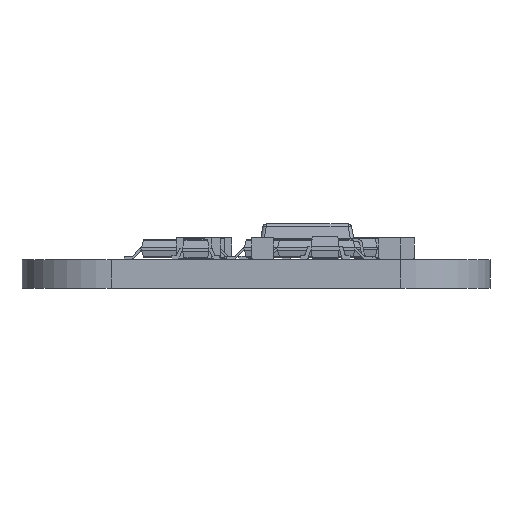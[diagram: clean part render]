
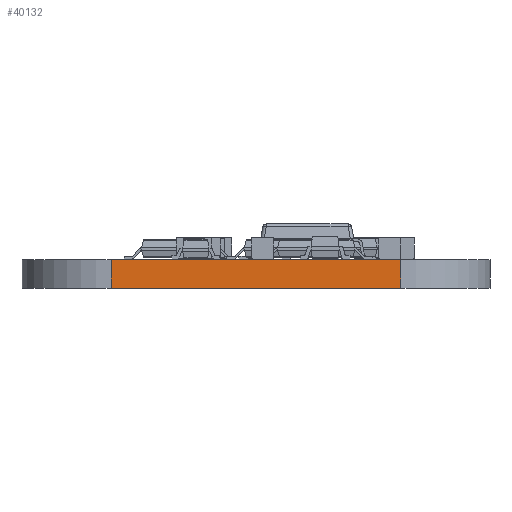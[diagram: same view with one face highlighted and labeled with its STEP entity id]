
A CAD part, front view. The second image highlights one B-rep face of the part: STEP entity #40132.
In plain terms, the highlighted planar face has unit normal (0, -1, 0).
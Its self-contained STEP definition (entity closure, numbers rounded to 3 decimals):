
#39212 = VERTEX_POINT('',#39213);
#39213 = CARTESIAN_POINT('',(3.175,-43.815,0.));
#39220 = EDGE_CURVE('',#39221,#39212,#39223,.T.);
#39221 = VERTEX_POINT('',#39222);
#39222 = CARTESIAN_POINT('',(19.685,-43.815,0.));
#39223 = LINE('',#39224,#39225);
#39224 = CARTESIAN_POINT('',(19.685,-43.815,0.));
#39225 = VECTOR('',#39226,1.);
#39226 = DIRECTION('',(-1.,0.,0.));
#39633 = VERTEX_POINT('',#39634);
#39634 = CARTESIAN_POINT('',(3.175,-43.815,1.6));
#39641 = EDGE_CURVE('',#39642,#39633,#39644,.T.);
#39642 = VERTEX_POINT('',#39643);
#39643 = CARTESIAN_POINT('',(19.685,-43.815,1.6));
#39644 = LINE('',#39645,#39646);
#39645 = CARTESIAN_POINT('',(19.685,-43.815,1.6));
#39646 = VECTOR('',#39647,1.);
#39647 = DIRECTION('',(-1.,0.,0.));
#40102 = EDGE_CURVE('',#39212,#39633,#40103,.T.);
#40103 = LINE('',#40104,#40105);
#40104 = CARTESIAN_POINT('',(3.175,-43.815,0.));
#40105 = VECTOR('',#40106,1.);
#40106 = DIRECTION('',(0.,0.,1.));
#40121 = EDGE_CURVE('',#39221,#39642,#40122,.T.);
#40122 = LINE('',#40123,#40124);
#40123 = CARTESIAN_POINT('',(19.685,-43.815,0.));
#40124 = VECTOR('',#40125,1.);
#40125 = DIRECTION('',(0.,0.,1.));
#40132 = ADVANCED_FACE('',(#40133),#40139,.T.);
#40133 = FACE_BOUND('',#40134,.T.);
#40134 = EDGE_LOOP('',(#40135,#40136,#40137,#40138));
#40135 = ORIENTED_EDGE('',*,*,#40121,.T.);
#40136 = ORIENTED_EDGE('',*,*,#39641,.T.);
#40137 = ORIENTED_EDGE('',*,*,#40102,.F.);
#40138 = ORIENTED_EDGE('',*,*,#39220,.F.);
#40139 = PLANE('',#40140);
#40140 = AXIS2_PLACEMENT_3D('',#40141,#40142,#40143);
#40141 = CARTESIAN_POINT('',(19.685,-43.815,0.));
#40142 = DIRECTION('',(0.,-1.,0.));
#40143 = DIRECTION('',(-1.,0.,0.));
